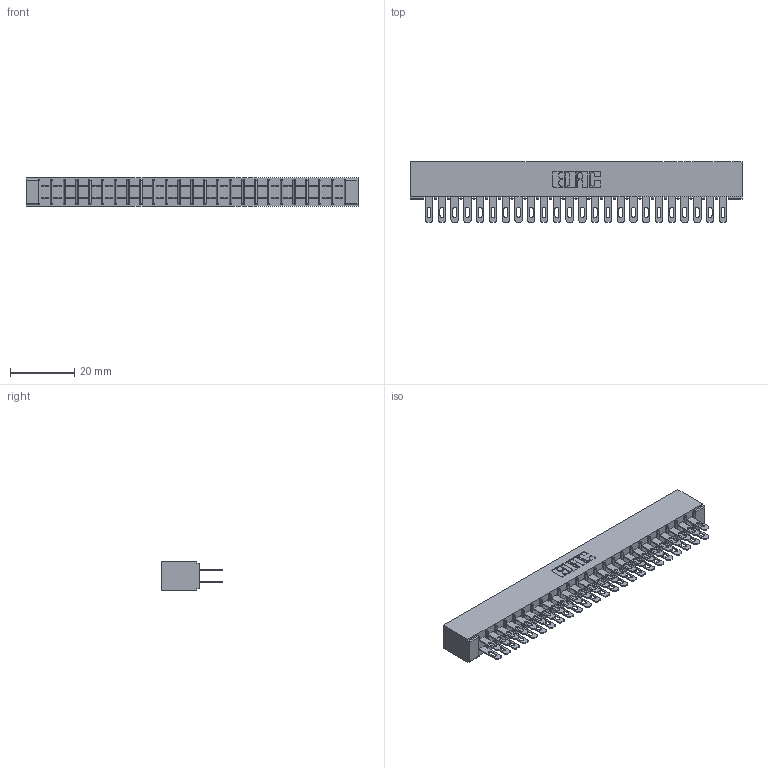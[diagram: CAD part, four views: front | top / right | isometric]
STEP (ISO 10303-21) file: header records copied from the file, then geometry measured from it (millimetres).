
FILE_DESCRIPTION (( 'STEP AP203' ), '1' );
FILE_NAME ('315-048-500-201.STEP', '2019-09-10T18:11:18', ( '' ), ( '' ), 'SwSTEP 2.0', 'SolidWorks 2016', '' );
FILE_SCHEMA (( 'CONFIG_CONTROL_DESIGN' ));
Length unit declared in the file: inch
Products named in the file (3): 305-290-001_500; 305 Part_No Mounting; 315-048-500-201
Assembly tree (49 placements, depth 2):
  315-048-500-201
    305 Part_No Mounting
    305-290-001_500  x48
Bounding box: 102.97 x 18.85 x 8.71 mm (x, y, z)
Volume: 6797.9 mm3; surface area: 14354.3 mm2
Topology: 49 solids, 49 shells, 2508 faces, 7180 edges, 4656 vertices
Faces by surface type: plane 1408, cylinder 1004, sphere 96
Entity records: 27921 total; most frequent: CARTESIAN_POINT 4618, ORIENTED_EDGE 4580, DIRECTION 4482, EDGE_CURVE 2290, LINE 1834, VECTOR 1834, VERTEX_POINT 1460, AXIS2_PLACEMENT_3D 1324
